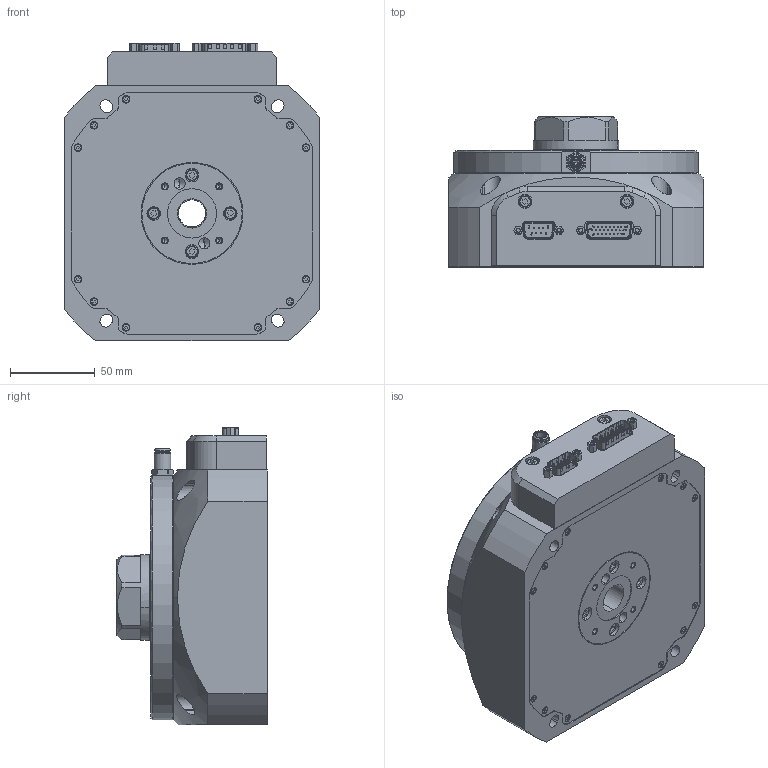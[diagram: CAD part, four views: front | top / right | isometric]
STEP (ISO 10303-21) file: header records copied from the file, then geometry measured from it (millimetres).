
FILE_DESCRIPTION (( 'STEP AP214' ), '1' );
FILE_NAME ('RCS-150-EXPORT REV 1.SLDASM.STEP', '2025-03-11T14:29:05', ( 'lab' ), ( '' ), 'SwSTEP 2.0', 'SolidWorks 2018', '' );
FILE_SCHEMA (( 'AUTOMOTIVE_DESIGN' ));
Length unit declared in the file: millimetre
Products named in the file (9): RCS-150-EXPORT REV 1.SLDASM; 1000008_file_export5; 1000006_file_export0; 1000005_file_export10; 1000001_file_export6; 1000002_file_export7; 1000003_file_export8; 1000007_file_export3; 1000004_file_export9
Assembly tree (11 placements, depth 2):
  RCS-150-EXPORT REV 1.SLDASM
    1000001_file_export6
    1000002_file_export7
    1000003_file_export8
    1000004_file_export9
    1000005_file_export10  x4
    1000006_file_export0
    1000007_file_export3
    1000008_file_export5
Bounding box: 150 x 88.5 x 175.2 mm (x, y, z)
Volume: 1456947.5 mm3; surface area: 146299.8 mm2
Topology: 73 solids, 73 shells, 1457 faces, 3380 edges, 2139 vertices
Faces by surface type: plane 680, cylinder 385, bspline 172, cone 161, torus 57, sphere 2
Entity records: 53057 total; most frequent: CARTESIAN_POINT 15199, ORIENTED_EDGE 6408, DIRECTION 6226, EDGE_CURVE 3204, AXIS2_PLACEMENT_3D 2270, VERTEX_POINT 2055, LINE 1686, VECTOR 1686
